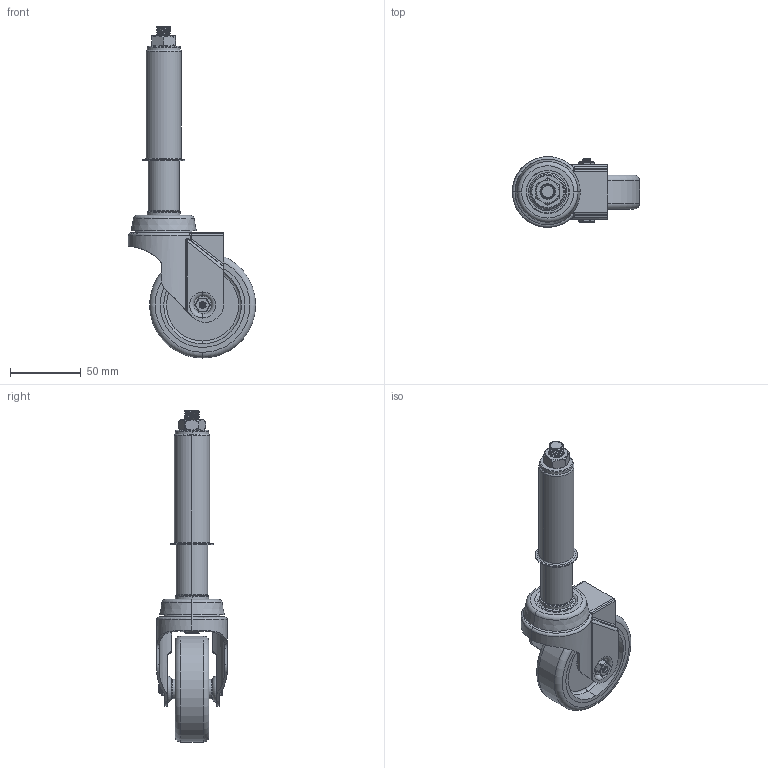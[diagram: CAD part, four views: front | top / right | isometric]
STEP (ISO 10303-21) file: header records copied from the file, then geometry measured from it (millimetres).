
FILE_DESCRIPTION(('STEP AP203'),'1');
FILE_NAME('BZRA75GRSPR16.STEP','2023-05-30T13:17:23',(' '),(' '),'Spatial InterOp 3D',' ',' ');
FILE_SCHEMA(('CONFIG_CONTROL_DESIGN'));
Length unit declared in the file: metre
Products named in the file (28): BZRA75ASBH10; ZINC PLATED PRESSED STEEL FORKS; ZINC PLATED PRESSED STEEL HEAD; BZRA75GRSPR16; BZL75WGR; THERMOPLASTIC RUBBER TYRE; POLYPROPYLENE RIM; TUBEM8X30; ZINC PLATED AXLE TUBE; BOLTBZRA6MM; ZINC PLATED AXLE BOLT; NM6GR8HALFGR8; ZINC PLATED LOCKING NUT; WP12X18X2.5; FLAT NYLON WASHER; BZDSPR16KG; SPR16KGINTWASHER; WM12X24X2Z; SPRKGNOSPRING; STEM; INNER; OUTTER; nut; SPRING; NYLOCM10Z; RUBBER; NUT2
Assembly tree (29 placements, depth 4):
  BZRA75GRSPR16
    BZRA75ASBH10
      ZINC PLATED PRESSED STEEL FORKS
      ZINC PLATED PRESSED STEEL HEAD
    BZL75WGR
      THERMOPLASTIC RUBBER TYRE
      POLYPROPYLENE RIM
    TUBEM8X30
      ZINC PLATED AXLE TUBE
    BOLTBZRA6MM
      ZINC PLATED AXLE BOLT
    NM6GR8HALFGR8
      ZINC PLATED LOCKING NUT
    WP12X18X2.5
      FLAT NYLON WASHER
    WP12X18X2.5
      FLAT NYLON WASHER
    BZDSPR16KG
      SPR16KGINTWASHER
      WM12X24X2Z  x2
      SPRKGNOSPRING
        STEM
        INNER
        OUTTER
        nut
      SPRING
      NYLOCM10Z
        RUBBER
        NUT2
Bounding box: 90 x 50 x 235 mm (x, y, z)
Volume: 132182.6 mm3; surface area: 102024.3 mm2
Topology: 19 solids, 19 shells, 680 faces, 1631 edges, 1002 vertices
Faces by surface type: cylinder 334, plane 115, torus 94, bspline 62, cone 48, sphere 27
Entity records: 100071 total; most frequent: CARTESIAN_POINT 83412, DIRECTION 3258, ORIENTED_EDGE 3186, EDGE_CURVE 1593, AXIS2_PLACEMENT_3D 1395, VERTEX_POINT 984, CIRCLE 733, EDGE_LOOP 721
